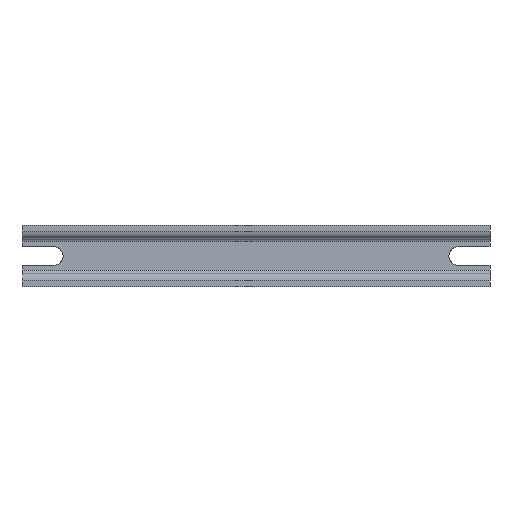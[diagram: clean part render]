
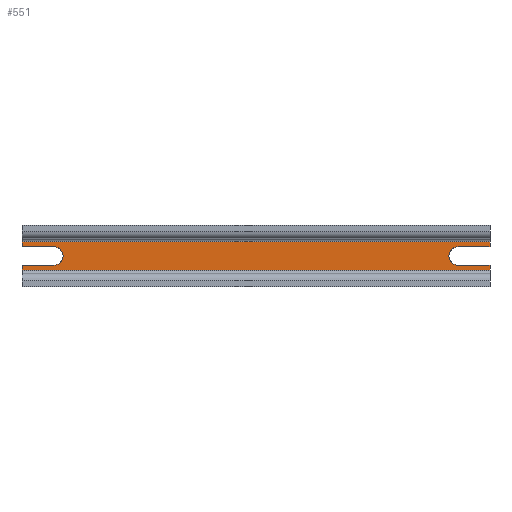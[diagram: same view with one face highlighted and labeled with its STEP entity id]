
A CAD part, top view. The second image highlights one B-rep face of the part: STEP entity #551.
In plain terms, the highlighted planar face has unit normal (0, 0, 1).
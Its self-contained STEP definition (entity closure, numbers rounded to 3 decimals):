
#448=AXIS2_PLACEMENT_3D('Plane Axis2P3D',#445,#446,#447) ;
#346=CARTESIAN_POINT('Vertex',(0.,4.05,1.)) ;
#353=CARTESIAN_POINT('Vertex',(114.,4.05,1.)) ;
#356=CARTESIAN_POINT('Line Origine',(57.,4.05,1.)) ;
#445=CARTESIAN_POINT('Axis2P3D Location',(0.,0.,1.)) ;
#450=CARTESIAN_POINT('Line Origine',(114.,7.5,1.)) ;
#454=CARTESIAN_POINT('Vertex',(114.,5.25,1.)) ;
#457=CARTESIAN_POINT('Line Origine',(57.,5.25,1.)) ;
#461=CARTESIAN_POINT('Vertex',(106.25,5.25,1.)) ;
#465=CARTESIAN_POINT('Control Point',(106.25,9.75,1.)) ;
#466=CARTESIAN_POINT('Control Point',(105.543,9.75,1.)) ;
#467=CARTESIAN_POINT('Control Point',(104.836,9.472,1.)) ;
#468=CARTESIAN_POINT('Control Point',(104.278,8.914,1.)) ;
#469=CARTESIAN_POINT('Control Point',(103.722,7.5,1.)) ;
#470=CARTESIAN_POINT('Control Point',(104.278,6.086,1.)) ;
#471=CARTESIAN_POINT('Control Point',(104.836,5.528,1.)) ;
#472=CARTESIAN_POINT('Control Point',(105.543,5.25,1.)) ;
#473=CARTESIAN_POINT('Control Point',(106.25,5.25,1.)) ;
#474=CARTESIAN_POINT('Vertex',(106.25,9.75,1.)) ;
#477=CARTESIAN_POINT('Line Origine',(57.,9.75,1.)) ;
#481=CARTESIAN_POINT('Vertex',(114.,9.75,1.)) ;
#484=CARTESIAN_POINT('Line Origine',(114.,7.5,1.)) ;
#488=CARTESIAN_POINT('Vertex',(114.,10.95,1.)) ;
#491=CARTESIAN_POINT('Line Origine',(57.,10.95,1.)) ;
#495=CARTESIAN_POINT('Vertex',(0.,10.95,1.)) ;
#498=CARTESIAN_POINT('Line Origine',(0.,7.5,1.)) ;
#502=CARTESIAN_POINT('Vertex',(0.,9.75,1.)) ;
#505=CARTESIAN_POINT('Line Origine',(57.,9.75,1.)) ;
#509=CARTESIAN_POINT('Vertex',(7.75,9.75,1.)) ;
#513=CARTESIAN_POINT('Control Point',(7.75,5.25,1.)) ;
#514=CARTESIAN_POINT('Control Point',(8.457,5.25,1.)) ;
#515=CARTESIAN_POINT('Control Point',(9.164,5.528,1.)) ;
#516=CARTESIAN_POINT('Control Point',(9.722,6.086,1.)) ;
#517=CARTESIAN_POINT('Control Point',(10.278,7.5,1.)) ;
#518=CARTESIAN_POINT('Control Point',(9.722,8.914,1.)) ;
#519=CARTESIAN_POINT('Control Point',(9.164,9.472,1.)) ;
#520=CARTESIAN_POINT('Control Point',(8.457,9.75,1.)) ;
#521=CARTESIAN_POINT('Control Point',(7.75,9.75,1.)) ;
#522=CARTESIAN_POINT('Vertex',(7.75,5.25,1.)) ;
#525=CARTESIAN_POINT('Line Origine',(57.,5.25,1.)) ;
#529=CARTESIAN_POINT('Vertex',(0.,5.25,1.)) ;
#532=CARTESIAN_POINT('Line Origine',(0.,7.5,1.)) ;
#357=DIRECTION('Vector Direction',(-1.,0.,0.)) ;
#446=DIRECTION('Axis2P3D Direction',(0.,0.,1.)) ;
#447=DIRECTION('Axis2P3D XDirection',(1.,0.,0.)) ;
#451=DIRECTION('Vector Direction',(0.,1.,0.)) ;
#458=DIRECTION('Vector Direction',(1.,0.,0.)) ;
#478=DIRECTION('Vector Direction',(1.,0.,0.)) ;
#485=DIRECTION('Vector Direction',(0.,1.,0.)) ;
#492=DIRECTION('Vector Direction',(1.,0.,0.)) ;
#499=DIRECTION('Vector Direction',(0.,1.,0.)) ;
#506=DIRECTION('Vector Direction',(1.,0.,0.)) ;
#526=DIRECTION('Vector Direction',(1.,0.,0.)) ;
#533=DIRECTION('Vector Direction',(0.,1.,0.)) ;
#358=VECTOR('Line Direction',#357,1.) ;
#452=VECTOR('Line Direction',#451,1.) ;
#459=VECTOR('Line Direction',#458,1.) ;
#479=VECTOR('Line Direction',#478,1.) ;
#486=VECTOR('Line Direction',#485,1.) ;
#493=VECTOR('Line Direction',#492,1.) ;
#500=VECTOR('Line Direction',#499,1.) ;
#507=VECTOR('Line Direction',#506,1.) ;
#527=VECTOR('Line Direction',#526,1.) ;
#534=VECTOR('Line Direction',#533,1.) ;
#538=ORIENTED_EDGE('',*,*,#360,.T.) ;
#539=ORIENTED_EDGE('',*,*,#456,.T.) ;
#540=ORIENTED_EDGE('',*,*,#463,.T.) ;
#541=ORIENTED_EDGE('',*,*,#476,.F.) ;
#542=ORIENTED_EDGE('',*,*,#483,.T.) ;
#543=ORIENTED_EDGE('',*,*,#490,.T.) ;
#544=ORIENTED_EDGE('',*,*,#497,.F.) ;
#545=ORIENTED_EDGE('',*,*,#504,.T.) ;
#546=ORIENTED_EDGE('',*,*,#511,.F.) ;
#547=ORIENTED_EDGE('',*,*,#524,.F.) ;
#548=ORIENTED_EDGE('',*,*,#531,.F.) ;
#549=ORIENTED_EDGE('',*,*,#536,.T.) ;
#551=ADVANCED_FACE('K\X2\00F6\X0\rper.2',(#550),#449,.T.) ;
#464=B_SPLINE_CURVE_WITH_KNOTS('',5,(#465,#466,#467,#468,#469,#470,#471,#472,#473),.UNSPECIFIED.,.F.,.U.,(6,3,6),(3.534,7.069,10.603),.UNSPECIFIED.) ;
#512=B_SPLINE_CURVE_WITH_KNOTS('',5,(#513,#514,#515,#516,#517,#518,#519,#520,#521),.UNSPECIFIED.,.F.,.U.,(6,3,6),(10.603,14.137,17.671),.UNSPECIFIED.) ;
#360=EDGE_CURVE('',#347,#354,#359,.F.) ;
#456=EDGE_CURVE('',#354,#455,#453,.T.) ;
#463=EDGE_CURVE('',#455,#462,#460,.F.) ;
#476=EDGE_CURVE('',#475,#462,#464,.T.) ;
#483=EDGE_CURVE('',#475,#482,#480,.T.) ;
#490=EDGE_CURVE('',#482,#489,#487,.T.) ;
#497=EDGE_CURVE('',#496,#489,#494,.T.) ;
#504=EDGE_CURVE('',#496,#503,#501,.F.) ;
#511=EDGE_CURVE('',#510,#503,#508,.F.) ;
#524=EDGE_CURVE('',#523,#510,#512,.T.) ;
#531=EDGE_CURVE('',#530,#523,#528,.T.) ;
#536=EDGE_CURVE('',#530,#347,#535,.F.) ;
#537=EDGE_LOOP('',(#538,#539,#540,#541,#542,#543,#544,#545,#546,#547,#548,#549)) ;
#550=FACE_OUTER_BOUND('',#537,.T.) ;
#359=LINE('Line',#356,#358) ;
#453=LINE('Line',#450,#452) ;
#460=LINE('Line',#457,#459) ;
#480=LINE('Line',#477,#479) ;
#487=LINE('Line',#484,#486) ;
#494=LINE('Line',#491,#493) ;
#501=LINE('Line',#498,#500) ;
#508=LINE('Line',#505,#507) ;
#528=LINE('Line',#525,#527) ;
#535=LINE('Line',#532,#534) ;
#449=PLANE('',#448) ;
#347=VERTEX_POINT('',#346) ;
#354=VERTEX_POINT('',#353) ;
#455=VERTEX_POINT('',#454) ;
#462=VERTEX_POINT('',#461) ;
#475=VERTEX_POINT('',#474) ;
#482=VERTEX_POINT('',#481) ;
#489=VERTEX_POINT('',#488) ;
#496=VERTEX_POINT('',#495) ;
#503=VERTEX_POINT('',#502) ;
#510=VERTEX_POINT('',#509) ;
#523=VERTEX_POINT('',#522) ;
#530=VERTEX_POINT('',#529) ;
